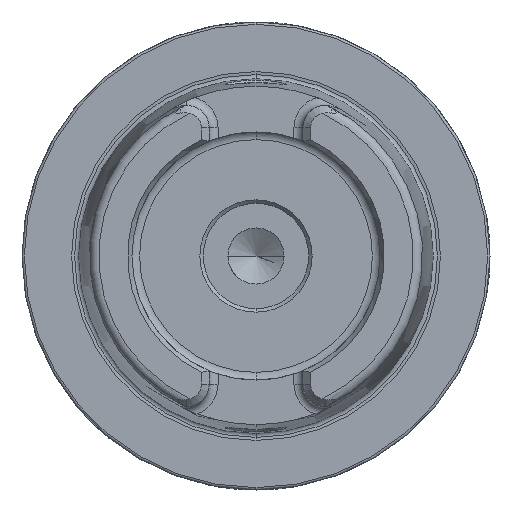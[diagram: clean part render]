
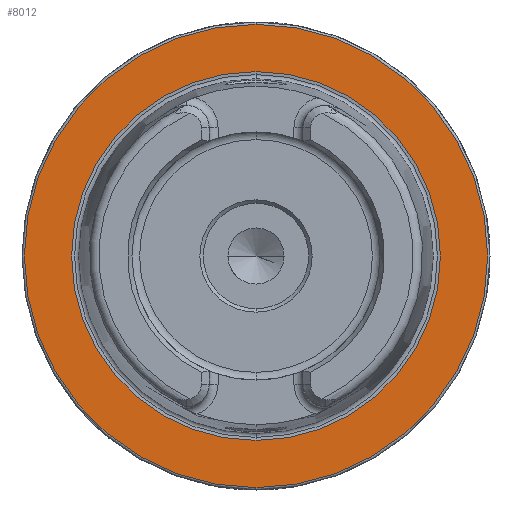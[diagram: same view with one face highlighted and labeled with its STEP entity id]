
A CAD part, left-side view. The second image highlights one B-rep face of the part: STEP entity #8012.
In plain terms, the highlighted planar face has unit normal (-1, 0, 0).
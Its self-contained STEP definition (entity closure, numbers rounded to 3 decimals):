
#1133 = VERTEX_POINT ( 'NONE', #2831 ) ;
#1215 = CIRCLE ( 'NONE', #8860, 49.5 ) ;
#1832 = AXIS2_PLACEMENT_3D ( 'NONE', #1844, #1874, #8040 ) ;
#1844 = CARTESIAN_POINT ( 'NONE',  ( 0., 0., 0. ) ) ;
#1874 = DIRECTION ( 'NONE',  ( -1., 0., 0. ) ) ;
#2043 = ORIENTED_EDGE ( 'NONE', *, *, #6596, .T. ) ;
#2511 = ORIENTED_EDGE ( 'NONE', *, *, #2834, .T. ) ;
#2784 = DIRECTION ( 'NONE',  ( 0., 0., 1. ) ) ;
#2831 = CARTESIAN_POINT ( 'NONE',  ( 0., 0., 49.5 ) ) ;
#2834 = EDGE_CURVE ( 'NONE', #11337, #1133, #1215, .T. ) ;
#2893 = DIRECTION ( 'NONE',  ( -1., 0., 0. ) ) ;
#3465 = ORIENTED_EDGE ( 'NONE', *, *, #3715, .F. ) ;
#3715 = EDGE_CURVE ( 'NONE', #5332, #6640, #11307, .T. ) ;
#4388 = CARTESIAN_POINT ( 'NONE',  ( 0., 0., -39.405 ) ) ;
#4455 = CARTESIAN_POINT ( 'NONE',  ( 0., 0., -49.5 ) ) ;
#5292 = CARTESIAN_POINT ( 'NONE',  ( 0., 0., 0. ) ) ;
#5332 = VERTEX_POINT ( 'NONE', #4388 ) ;
#5641 = CIRCLE ( 'NONE', #1832, 39.405 ) ;
#5943 = DIRECTION ( 'NONE',  ( 0., 0., -1. ) ) ;
#5969 = AXIS2_PLACEMENT_3D ( 'NONE', #5292, #7109, #8961 ) ;
#6065 = CARTESIAN_POINT ( 'NONE',  ( 0., 49.5, 0. ) ) ;
#6197 = CARTESIAN_POINT ( 'NONE',  ( 0., 0., 39.405 ) ) ;
#6361 = FACE_OUTER_BOUND ( 'NONE', #10627, .T. ) ;
#6596 = EDGE_CURVE ( 'NONE', #1133, #11337, #9971, .T. ) ;
#6640 = VERTEX_POINT ( 'NONE', #6197 ) ;
#6726 = EDGE_LOOP ( 'NONE', ( #9559, #3465 ) ) ;
#7109 = DIRECTION ( 'NONE',  ( -1., 0., 0. ) ) ;
#7330 = DIRECTION ( 'NONE',  ( 0., 0., 1. ) ) ;
#7552 = AXIS2_PLACEMENT_3D ( 'NONE', #6065, #8707, #5943 ) ;
#8012 = ADVANCED_FACE ( 'NONE', ( #10005, #6361 ), #9627, .F. ) ;
#8040 = DIRECTION ( 'NONE',  ( 0., 0., 1. ) ) ;
#8133 = CARTESIAN_POINT ( 'NONE',  ( 0., 0., 0. ) ) ;
#8707 = DIRECTION ( 'NONE',  ( 1., 0., 0. ) ) ;
#8860 = AXIS2_PLACEMENT_3D ( 'NONE', #8133, #2893, #2784 ) ;
#8961 = DIRECTION ( 'NONE',  ( 0., 0., 1. ) ) ;
#9139 = DIRECTION ( 'NONE',  ( -1., 0., 0. ) ) ;
#9559 = ORIENTED_EDGE ( 'NONE', *, *, #9774, .F. ) ;
#9627 = PLANE ( 'NONE',  #7552 ) ;
#9774 = EDGE_CURVE ( 'NONE', #6640, #5332, #5641, .T. ) ;
#9971 = CIRCLE ( 'NONE', #5969, 49.5 ) ;
#10005 = FACE_BOUND ( 'NONE', #6726, .T. ) ;
#10101 = CARTESIAN_POINT ( 'NONE',  ( 0., 0., 0. ) ) ;
#10627 = EDGE_LOOP ( 'NONE', ( #2043, #2511 ) ) ;
#10801 = AXIS2_PLACEMENT_3D ( 'NONE', #10101, #9139, #7330 ) ;
#11307 = CIRCLE ( 'NONE', #10801, 39.405 ) ;
#11337 = VERTEX_POINT ( 'NONE', #4455 ) ;
